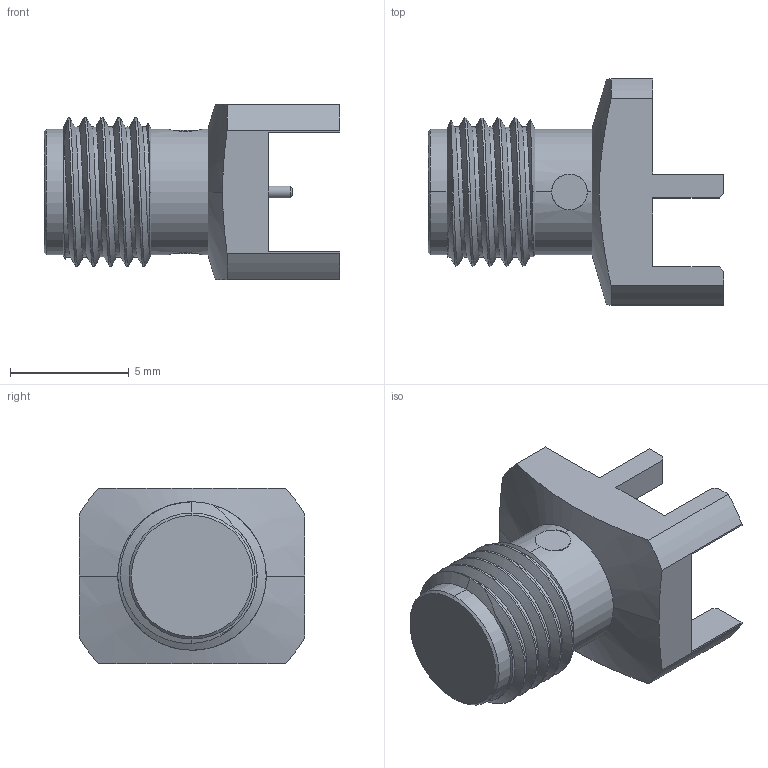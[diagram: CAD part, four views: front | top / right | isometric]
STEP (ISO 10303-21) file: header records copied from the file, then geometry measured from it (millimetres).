
FILE_DESCRIPTION (( 'STEP AP214' ), '1' );
FILE_NAME ('FMCN5384_3D.step', '2025-04-16T18:23:47', ( '' ), ( '' ), 'SwSTEP 2.0', 'SolidWorks 2022', '' );
FILE_SCHEMA (( 'AUTOMOTIVE_DESIGN' ));
Length unit declared in the file: inch
Products named in the file (1): FMCN5384_3D
Bounding box: 12.45 x 9.5 x 7.4 mm (x, y, z)
Volume: 342.9 mm3; surface area: 424.5 mm2
Topology: 1 solids, 1 shells, 77 faces, 198 edges, 126 vertices
Faces by surface type: cylinder 35, plane 29, cone 10, bspline 3
Entity records: 3881 total; most frequent: CARTESIAN_POINT 2056, ORIENTED_EDGE 396, DIRECTION 344, EDGE_CURVE 198, VERTEX_POINT 126, AXIS2_PLACEMENT_3D 122, VECTOR 100, LINE 100
